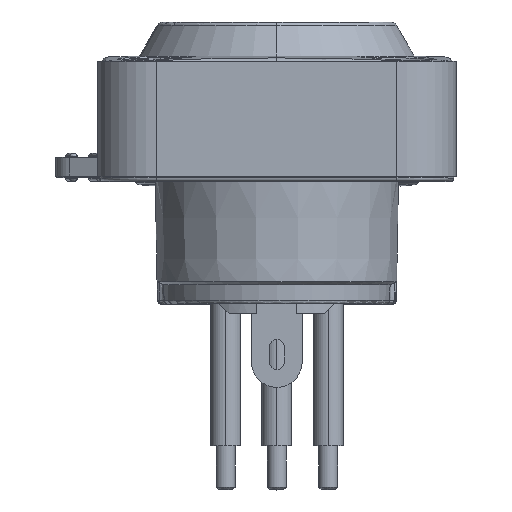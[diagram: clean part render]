
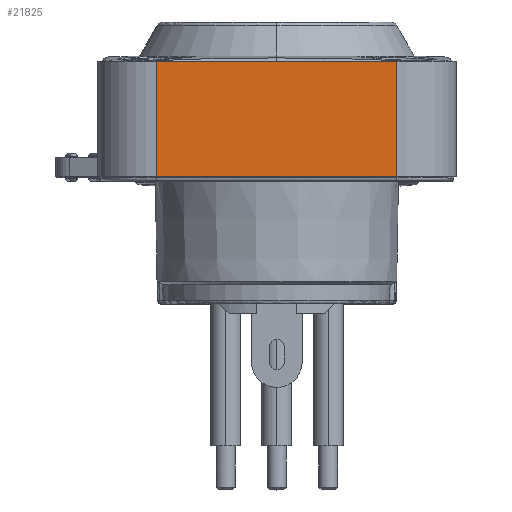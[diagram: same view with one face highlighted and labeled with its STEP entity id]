
A CAD part, top view. The second image highlights one B-rep face of the part: STEP entity #21825.
In plain terms, the highlighted planar face has unit normal (0, 0, 1).
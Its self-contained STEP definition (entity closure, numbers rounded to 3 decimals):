
#3798=DIRECTION('',(-1.,0.,0.));
#3799=VECTOR('',#3798,19.);
#3800=CARTESIAN_POINT('',(9.5,17.2,16.7));
#3801=LINE('',#3800,#3799);
#4022=DIRECTION('',(0.,1.,0.));
#4023=VECTOR('',#4022,9.1);
#4024=CARTESIAN_POINT('',(9.5,8.1,16.7));
#4025=LINE('',#4024,#4023);
#4026=DIRECTION('',(-1.,0.,0.));
#4027=VECTOR('',#4026,19.);
#4028=CARTESIAN_POINT('',(9.5,8.1,16.7));
#4029=LINE('',#4028,#4027);
#4030=DIRECTION('',(0.,-1.,0.));
#4031=VECTOR('',#4030,9.1);
#4032=CARTESIAN_POINT('',(-9.5,17.2,16.7));
#4033=LINE('',#4032,#4031);
#13309=CARTESIAN_POINT('',(9.5,17.2,16.7));
#13310=VERTEX_POINT('',#13309);
#13311=CARTESIAN_POINT('',(-9.5,17.2,16.7));
#13312=VERTEX_POINT('',#13311);
#13480=CARTESIAN_POINT('',(-9.5,8.1,16.7));
#13481=VERTEX_POINT('',#13480);
#13482=CARTESIAN_POINT('',(9.5,8.1,16.7));
#13483=VERTEX_POINT('',#13482);
#21813=CARTESIAN_POINT('',(-9.5,17.2,16.7));
#21814=DIRECTION('',(0.,0.,1.));
#21815=DIRECTION('',(1.,0.,0.));
#21816=AXIS2_PLACEMENT_3D('',#21813,#21814,#21815);
#21817=PLANE('',#21816);
#21818=ORIENTED_EDGE('',*,*,#21737,.F.);
#21819=ORIENTED_EDGE('',*,*,#21808,.F.);
#21820=ORIENTED_EDGE('',*,*,#16451,.T.);
#21822=ORIENTED_EDGE('',*,*,#21821,.F.);
#21823=EDGE_LOOP('',(#21818,#21819,#21820,#21822));
#21824=FACE_OUTER_BOUND('',#21823,.F.);
#21825=ADVANCED_FACE('',(#21824),#21817,.T.);
#16451=EDGE_CURVE('',#13483,#13481,#4029,.T.);
#21737=EDGE_CURVE('',#13310,#13312,#3801,.T.);
#21808=EDGE_CURVE('',#13483,#13310,#4025,.T.);
#21821=EDGE_CURVE('',#13312,#13481,#4033,.T.);
